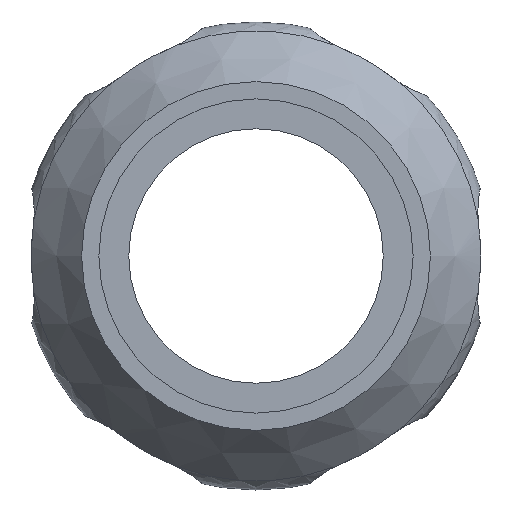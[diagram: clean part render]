
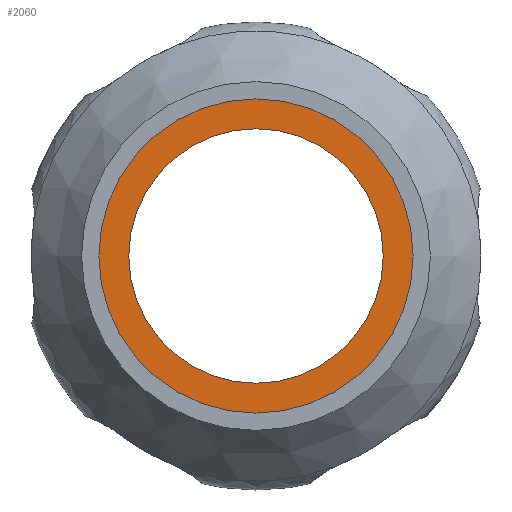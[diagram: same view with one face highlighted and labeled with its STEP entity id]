
A CAD part, left-side view. The second image highlights one B-rep face of the part: STEP entity #2060.
In plain terms, the highlighted planar face has unit normal (-1, 0, 0).
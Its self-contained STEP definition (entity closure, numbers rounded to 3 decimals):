
#323=FACE_BOUND('',#487,.T.);
#333=PLANE('',#2212);
#365=FACE_OUTER_BOUND('',#486,.T.);
#486=EDGE_LOOP('',(#1396));
#487=EDGE_LOOP('',(#1397));
#735=CIRCLE('',#2211,10.);
#736=CIRCLE('',#2213,8.1);
#864=VERTEX_POINT('',#2934);
#865=VERTEX_POINT('',#2938);
#1080=EDGE_CURVE('',#864,#864,#735,.T.);
#1081=EDGE_CURVE('',#865,#865,#736,.T.);
#1396=ORIENTED_EDGE('',*,*,#1080,.F.);
#1397=ORIENTED_EDGE('',*,*,#1081,.T.);
#2060=ADVANCED_FACE('',(#365,#323),#333,.T.);
#2211=AXIS2_PLACEMENT_3D('',#2936,#2436,#2437);
#2212=AXIS2_PLACEMENT_3D('',#2937,#2438,#2439);
#2213=AXIS2_PLACEMENT_3D('',#2939,#2440,#2441);
#2436=DIRECTION('center_axis',(1.,0.,0.));
#2437=DIRECTION('ref_axis',(0.,0.,1.));
#2438=DIRECTION('center_axis',(-1.,0.,0.));
#2439=DIRECTION('ref_axis',(0.,0.,1.));
#2440=DIRECTION('center_axis',(1.,0.,0.));
#2441=DIRECTION('ref_axis',(0.,0.,-1.));
#2934=CARTESIAN_POINT('',(-1.45,0.,-10.));
#2936=CARTESIAN_POINT('Origin',(-1.45,0.,
0.));
#2937=CARTESIAN_POINT('Origin',(-1.45,0.,0.));
#2938=CARTESIAN_POINT('',(-1.45,-8.1,0.));
#2939=CARTESIAN_POINT('Origin',(-1.45,0.,
0.));
